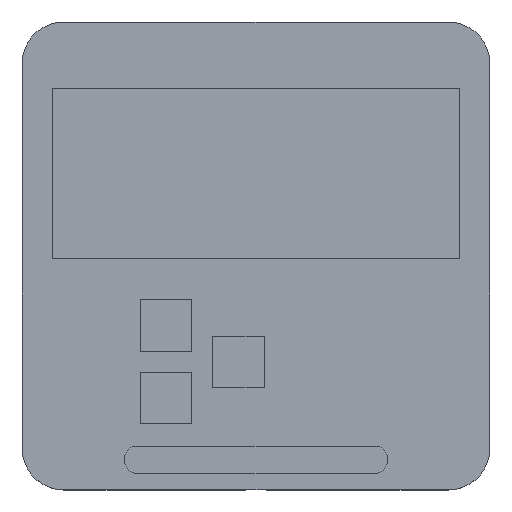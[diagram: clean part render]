
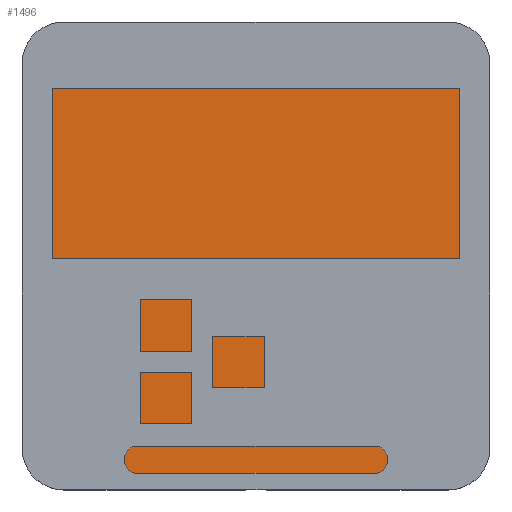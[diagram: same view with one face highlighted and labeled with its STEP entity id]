
A CAD part, top view. The second image highlights one B-rep face of the part: STEP entity #1496.
In plain terms, the highlighted planar face has unit normal (0, 0, 1).
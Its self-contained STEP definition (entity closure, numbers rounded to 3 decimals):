
#78=CIRCLE('',#1605,10.);
#80=CIRCLE('',#1609,10.);
#82=CIRCLE('',#1613,10.);
#84=CIRCLE('',#1617,10.);
#140=FACE_OUTER_BOUND('',#220,.T.);
#220=EDGE_LOOP('',(#1095,#1096,#1097,#1098,#1099,#1100,#1101,#1102));
#302=LINE('',#2190,#469);
#327=LINE('',#2254,#494);
#331=LINE('',#2266,#498);
#335=LINE('',#2278,#502);
#469=VECTOR('',#1742,10.);
#494=VECTOR('',#1811,10.);
#498=VECTOR('',#1823,10.);
#502=VECTOR('',#1835,10.);
#640=VERTEX_POINT('',#2187);
#641=VERTEX_POINT('',#2189);
#656=VERTEX_POINT('',#2246);
#658=VERTEX_POINT('',#2252);
#660=VERTEX_POINT('',#2258);
#662=VERTEX_POINT('',#2264);
#664=VERTEX_POINT('',#2270);
#666=VERTEX_POINT('',#2276);
#786=EDGE_CURVE('',#640,#641,#302,.T.);
#816=EDGE_CURVE('',#656,#640,#78,.T.);
#819=EDGE_CURVE('',#658,#656,#327,.T.);
#822=EDGE_CURVE('',#660,#658,#80,.T.);
#825=EDGE_CURVE('',#662,#660,#331,.T.);
#828=EDGE_CURVE('',#664,#662,#82,.T.);
#831=EDGE_CURVE('',#666,#664,#335,.T.);
#833=EDGE_CURVE('',#641,#666,#84,.T.);
#1095=ORIENTED_EDGE('',*,*,#833,.F.);
#1096=ORIENTED_EDGE('',*,*,#786,.F.);
#1097=ORIENTED_EDGE('',*,*,#816,.F.);
#1098=ORIENTED_EDGE('',*,*,#819,.F.);
#1099=ORIENTED_EDGE('',*,*,#822,.F.);
#1100=ORIENTED_EDGE('',*,*,#825,.F.);
#1101=ORIENTED_EDGE('',*,*,#828,.F.);
#1102=ORIENTED_EDGE('',*,*,#831,.F.);
#1436=PLANE('',#1618);
#1496=ADVANCED_FACE('',(#140),#1436,.T.);
#1605=AXIS2_PLACEMENT_3D('',#2248,#1805,#1806);
#1609=AXIS2_PLACEMENT_3D('',#2260,#1817,#1818);
#1613=AXIS2_PLACEMENT_3D('',#2272,#1829,#1830);
#1617=AXIS2_PLACEMENT_3D('',#2281,#1840,#1841);
#1618=AXIS2_PLACEMENT_3D('',#2282,#1842,#1843);
#1742=DIRECTION('',(-1.,0.,0.));
#1805=DIRECTION('center_axis',(0.,0.,-1.));
#1806=DIRECTION('ref_axis',(0.,-1.,0.));
#1811=DIRECTION('',(0.,-1.,0.));
#1817=DIRECTION('center_axis',(0.,0.,-1.));
#1818=DIRECTION('ref_axis',(1.,0.,0.));
#1823=DIRECTION('',(1.,0.,0.));
#1829=DIRECTION('center_axis',(0.,0.,-1.));
#1830=DIRECTION('ref_axis',(0.,1.,0.));
#1835=DIRECTION('',(0.,1.,0.));
#1840=DIRECTION('center_axis',(0.,0.,-1.));
#1841=DIRECTION('ref_axis',(-1.,0.,0.));
#1842=DIRECTION('center_axis',(0.,0.,1.));
#1843=DIRECTION('ref_axis',(-1.,0.,0.));
#2187=CARTESIAN_POINT('',(99.,1.,2.));
#2189=CARTESIAN_POINT('',(11.,1.,2.));
#2190=CARTESIAN_POINT('',(99.,1.,2.));
#2246=CARTESIAN_POINT('',(109.,11.,2.));
#2248=CARTESIAN_POINT('Origin',(99.,11.,2.));
#2252=CARTESIAN_POINT('',(109.,99.,2.));
#2254=CARTESIAN_POINT('',(109.,99.,2.));
#2258=CARTESIAN_POINT('',(99.,109.,2.));
#2260=CARTESIAN_POINT('Origin',(99.,99.,2.));
#2264=CARTESIAN_POINT('',(11.,109.,2.));
#2266=CARTESIAN_POINT('',(11.,109.,2.));
#2270=CARTESIAN_POINT('',(1.,99.,2.));
#2272=CARTESIAN_POINT('Origin',(11.,99.,2.));
#2276=CARTESIAN_POINT('',(1.,11.,2.));
#2278=CARTESIAN_POINT('',(1.,11.,2.));
#2281=CARTESIAN_POINT('Origin',(11.,11.,2.));
#2282=CARTESIAN_POINT('Origin',(55.,55.,2.));
